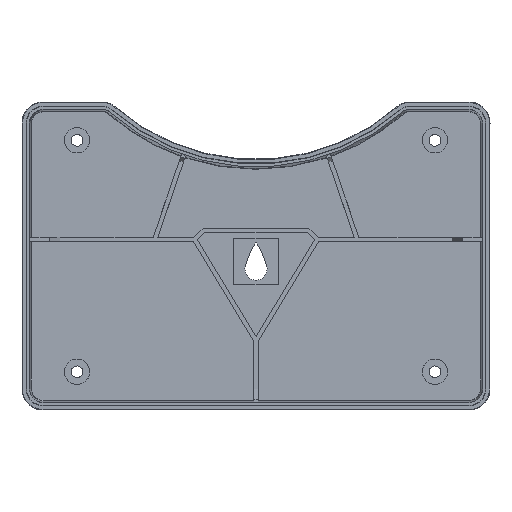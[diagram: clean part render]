
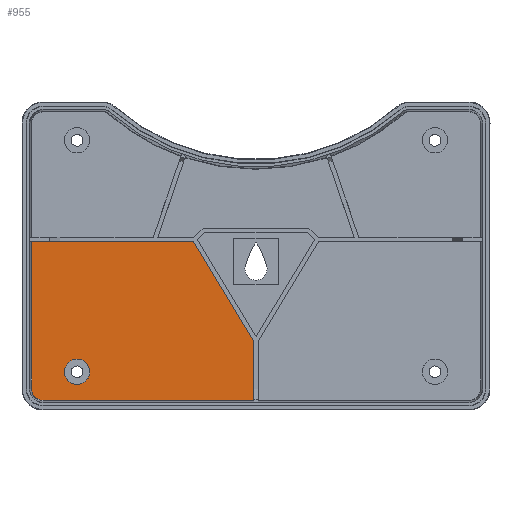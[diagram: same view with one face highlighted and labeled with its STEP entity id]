
A CAD part, top view. The second image highlights one B-rep face of the part: STEP entity #955.
In plain terms, the highlighted planar face has unit normal (0, 0, 1).
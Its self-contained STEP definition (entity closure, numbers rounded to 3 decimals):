
#799=VECTOR('Line Direction',#798,1.) ;
#894=VECTOR('Line Direction',#893,1.) ;
#909=VECTOR('Line Direction',#908,1.) ;
#914=VECTOR('Line Direction',#913,1.) ;
#224=DIRECTION('Axis2P3D Direction',(0.,0.,-1.)) ;
#225=DIRECTION('Axis2P3D XDirection',(1.,0.,0.)) ;
#798=DIRECTION('Vector Direction',(0.,-1.,0.)) ;
#893=DIRECTION('Vector Direction',(0.,-1.,0.)) ;
#908=DIRECTION('Vector Direction',(1.,0.,0.)) ;
#913=DIRECTION('Vector Direction',(1.,0.,0.)) ;
#223=CARTESIAN_POINT('Axis2P3D Location',(0.,0.,-9.514)) ;
#787=CARTESIAN_POINT('Vertex',(-53.25,-2.595,-9.514)) ;
#794=CARTESIAN_POINT('Vertex',(-53.25,-37.647,-9.514)) ;
#797=CARTESIAN_POINT('Line Origine',(-53.25,-6.068,-9.514)) ;
#868=CARTESIAN_POINT('Vertex',(-50.579,-40.317,-9.514)) ;
#872=CARTESIAN_POINT('Control Point',(-50.579,-40.317,-9.514)) ;
#873=CARTESIAN_POINT('Control Point',(-50.815,-40.317,-9.514)) ;
#874=CARTESIAN_POINT('Control Point',(-51.05,-40.291,-9.514)) ;
#875=CARTESIAN_POINT('Control Point',(-51.282,-40.239,-9.514)) ;
#876=CARTESIAN_POINT('Control Point',(-52.066,-39.97,-9.514)) ;
#877=CARTESIAN_POINT('Control Point',(-52.715,-39.413,-9.514)) ;
#878=CARTESIAN_POINT('Control Point',(-53.054,-38.895,-9.514)) ;
#879=CARTESIAN_POINT('Control Point',(-53.237,-38.296,-9.514)) ;
#880=CARTESIAN_POINT('Control Point',(-53.249,-37.691,-9.514)) ;
#881=CARTESIAN_POINT('Control Point',(-53.25,-37.677,-9.514)) ;
#882=CARTESIAN_POINT('Control Point',(-53.25,-37.662,-9.514)) ;
#883=CARTESIAN_POINT('Control Point',(-53.25,-37.647,-9.514)) ;
#892=CARTESIAN_POINT('Line Origine',(-0.5,-6.068,-9.514)) ;
#896=CARTESIAN_POINT('Vertex',(-0.5,-26.346,-9.514)) ;
#898=CARTESIAN_POINT('Vertex',(-0.5,-40.317,-9.514)) ;
#902=CARTESIAN_POINT('Control Point',(-14.881,-2.595,-9.514)) ;
#903=CARTESIAN_POINT('Control Point',(-0.5,-26.346,-9.514)) ;
#904=CARTESIAN_POINT('Vertex',(-14.881,-2.595,-9.514)) ;
#907=CARTESIAN_POINT('Line Origine',(0.,-2.595,-9.514)) ;
#912=CARTESIAN_POINT('Line Origine',(0.,-40.317,-9.514)) ;
#926=CARTESIAN_POINT('Control Point',(-45.5,-33.568,-9.514)) ;
#927=CARTESIAN_POINT('Control Point',(-45.5,-32.625,-9.514)) ;
#928=CARTESIAN_POINT('Control Point',(-45.13,-31.683,-9.514)) ;
#929=CARTESIAN_POINT('Control Point',(-44.385,-30.938,-9.514)) ;
#930=CARTESIAN_POINT('Control Point',(-42.5,-30.197,-9.514)) ;
#931=CARTESIAN_POINT('Control Point',(-40.615,-30.938,-9.514)) ;
#932=CARTESIAN_POINT('Control Point',(-39.87,-31.683,-9.514)) ;
#933=CARTESIAN_POINT('Control Point',(-39.5,-32.625,-9.514)) ;
#934=CARTESIAN_POINT('Control Point',(-39.5,-33.568,-9.514)) ;
#935=CARTESIAN_POINT('Vertex',(-39.5,-33.568,-9.514)) ;
#937=CARTESIAN_POINT('Vertex',(-45.5,-33.568,-9.514)) ;
#941=CARTESIAN_POINT('Control Point',(-39.5,-33.568,-9.514)) ;
#942=CARTESIAN_POINT('Control Point',(-39.5,-34.51,-9.514)) ;
#943=CARTESIAN_POINT('Control Point',(-39.87,-35.452,-9.514)) ;
#944=CARTESIAN_POINT('Control Point',(-40.615,-36.197,-9.514)) ;
#945=CARTESIAN_POINT('Control Point',(-42.5,-36.938,-9.514)) ;
#946=CARTESIAN_POINT('Control Point',(-44.385,-36.197,-9.514)) ;
#947=CARTESIAN_POINT('Control Point',(-45.13,-35.452,-9.514)) ;
#948=CARTESIAN_POINT('Control Point',(-45.5,-34.51,-9.514)) ;
#949=CARTESIAN_POINT('Control Point',(-45.5,-33.568,-9.514)) ;
#226=AXIS2_PLACEMENT_3D('Plane Axis2P3D',#223,#224,#225) ;
#954=FACE_BOUND('',#951,.T.) ;
#801=EDGE_CURVE('',#788,#795,#800,.T.) ;
#884=EDGE_CURVE('',#869,#795,#871,.T.) ;
#900=EDGE_CURVE('',#897,#899,#895,.T.) ;
#906=EDGE_CURVE('',#905,#897,#901,.T.) ;
#911=EDGE_CURVE('',#788,#905,#910,.T.) ;
#916=EDGE_CURVE('',#869,#899,#915,.T.) ;
#939=EDGE_CURVE('',#936,#938,#925,.F.) ;
#950=EDGE_CURVE('',#936,#938,#940,.T.) ;
#227=PLANE('Plane',#226) ;
#918=ORIENTED_EDGE('',*,*,#900,.F.) ;
#919=ORIENTED_EDGE('',*,*,#906,.F.) ;
#920=ORIENTED_EDGE('',*,*,#911,.F.) ;
#921=ORIENTED_EDGE('',*,*,#801,.T.) ;
#922=ORIENTED_EDGE('',*,*,#884,.F.) ;
#923=ORIENTED_EDGE('',*,*,#916,.T.) ;
#952=ORIENTED_EDGE('',*,*,#939,.F.) ;
#953=ORIENTED_EDGE('',*,*,#950,.T.) ;
#800=LINE('Line',#797,#799) ;
#895=LINE('Line',#892,#894) ;
#910=LINE('Line',#907,#909) ;
#915=LINE('Line',#912,#914) ;
#955=ADVANCED_FACE('BOTTOM COVER',(#924,#954),#227,.F.) ;
#788=VERTEX_POINT('',#787) ;
#795=VERTEX_POINT('',#794) ;
#869=VERTEX_POINT('',#868) ;
#897=VERTEX_POINT('',#896) ;
#899=VERTEX_POINT('',#898) ;
#905=VERTEX_POINT('',#904) ;
#936=VERTEX_POINT('',#935) ;
#938=VERTEX_POINT('',#937) ;
#871=B_SPLINE_CURVE_WITH_KNOTS('',5,(#872,#873,#874,#875,#876,#877,#878,#879,#880,#881,#882,#883),.UNSPECIFIED.,.F.,.U.,(6,3,3,6),(4.751,8.082,16.416,16.627),.UNSPECIFIED.) ;
#901=B_SPLINE_CURVE_WITH_KNOTS('',1,(#902,#903),.UNSPECIFIED.,.F.,.U.,(2,2),(-13.883,13.883),.UNSPECIFIED.) ;
#925=B_SPLINE_CURVE_WITH_KNOTS('',5,(#926,#927,#928,#929,#930,#931,#932,#933,#934),.UNSPECIFIED.,.F.,.U.,(6,3,6),(9.425,14.137,18.85),.UNSPECIFIED.) ;
#940=B_SPLINE_CURVE_WITH_KNOTS('',5,(#941,#942,#943,#944,#945,#946,#947,#948,#949),.UNSPECIFIED.,.F.,.U.,(6,3,6),(0.,4.712,9.425),.UNSPECIFIED.) ;
#917=EDGE_LOOP('',(#918,#919,#920,#921,#922,#923)) ;
#951=EDGE_LOOP('',(#952,#953)) ;
#924=FACE_OUTER_BOUND('',#917,.T.) ;
